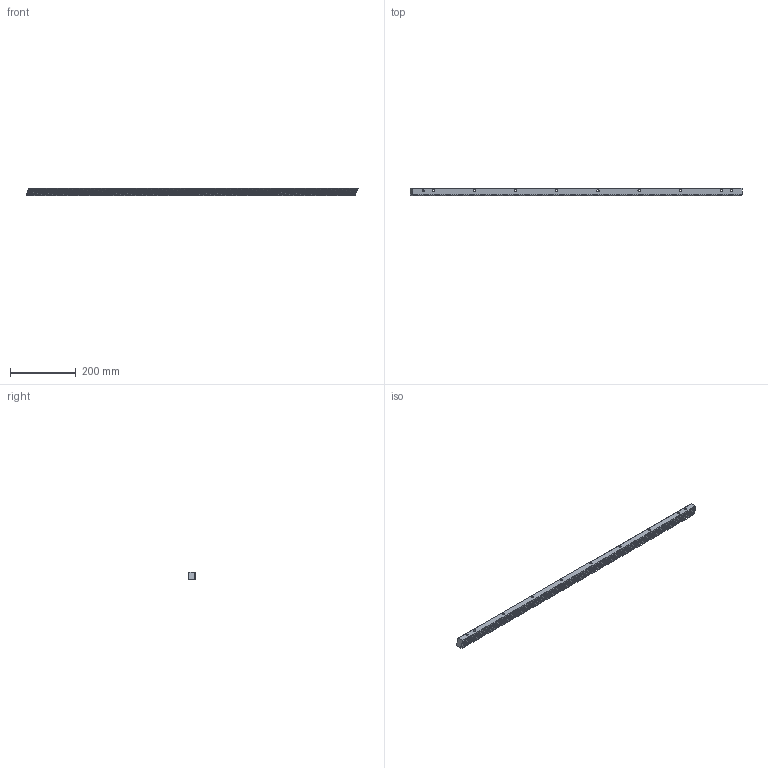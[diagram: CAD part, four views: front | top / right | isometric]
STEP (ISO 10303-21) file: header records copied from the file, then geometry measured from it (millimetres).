
FILE_DESCRIPTION(('HOOPS Exchange Step'),'2;1');
FILE_NAME('export-DA95C8E2-3393-4D48-BA70-03593C2ABBB2.stp','2020-11-24T20:42:48+01:00',('Gebruiker'),('Alibre'),'HOOPS Exchange 2020.1','Alibre','Unknown authorisation');
FILE_SCHEMA( ('AP242_MANAGED_MODEL_BASED_3D_ENGINEERING_MIM_LF {1 0 10303 442 1 1 4 }') );
Length unit declared in the file: millimetre
Products named in the file (1): 5352 Helical Rack Module 2 Q6 (High Precision) 24x24x1000mm
Bounding box: 1008.51 x 24 x 24 mm (x, y, z)
Volume: 511329.2 mm3; surface area: 120516.1 mm2
Topology: 1 solids, 1 shells, 951 faces, 2823 edges, 1882 vertices
Faces by surface type: plane 615, bspline 300, cylinder 36
Entity records: 32199 total; most frequent: CARTESIAN_POINT 7158, ORIENTED_EDGE 5646, DIRECTION 4801, EDGE_CURVE 2823, VECTOR 2151, LINE 2151, VERTEX_POINT 1882, AXIS2_PLACEMENT_3D 1325
